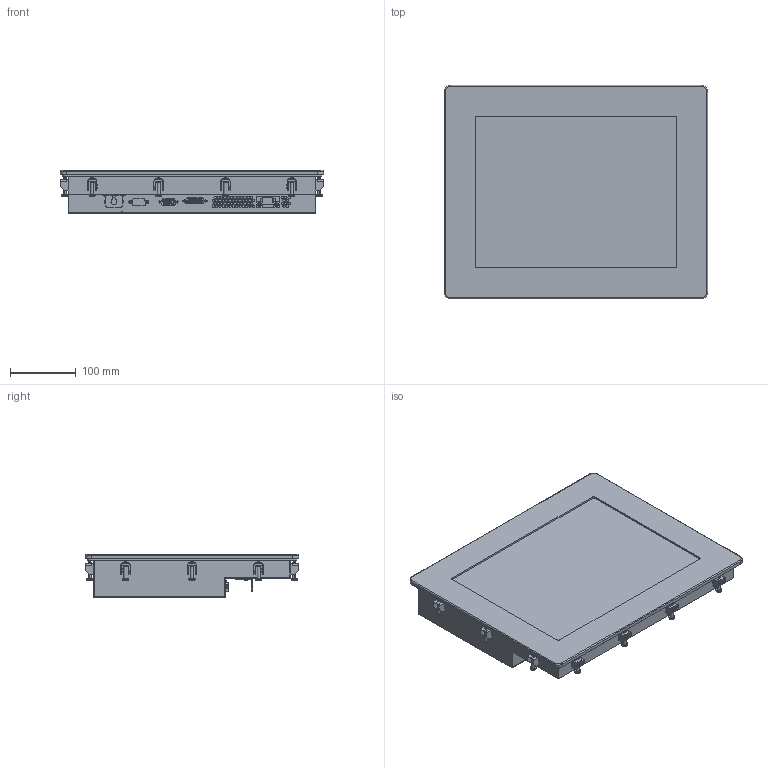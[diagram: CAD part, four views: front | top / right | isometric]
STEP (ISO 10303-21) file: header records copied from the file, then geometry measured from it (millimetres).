
FILE_DESCRIPTION (( 'STEP AP214' ), '1' );
FILE_NAME ('ATM1500.STEP', '2018-01-05T15:12:35', ( '' ), ( '' ), 'SwSTEP 2.0', 'SolidWorks 2017', '' );
FILE_SCHEMA (( 'AUTOMOTIVE_DESIGN' ));
Length unit declared in the file: inch
Products named in the file (3): ATM1500-BODY; clip; ATM1500
Assembly tree (15 placements, depth 2):
  ATM1500
    ATM1500-BODY
    clip  x14
Bounding box: 401.64 x 325.44 x 66.48 mm (x, y, z)
Volume: 959400.5 mm3; surface area: 707717.6 mm2
Topology: 55 solids, 55 shells, 2004 faces, 5449 edges, 3606 vertices
Faces by surface type: plane 1436, cylinder 492, torus 48, cone 28
Entity records: 34920 total; most frequent: CARTESIAN_POINT 6422, ORIENTED_EDGE 5802, DIRECTION 5619, EDGE_CURVE 2901, VECTOR 2145, LINE 2145, VERTEX_POINT 1916, AXIS2_PLACEMENT_3D 1737
